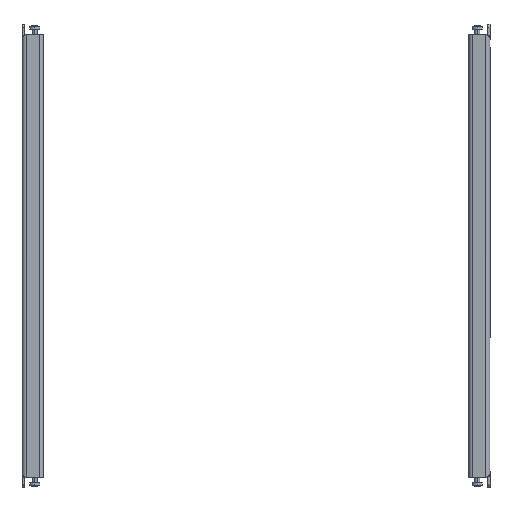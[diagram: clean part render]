
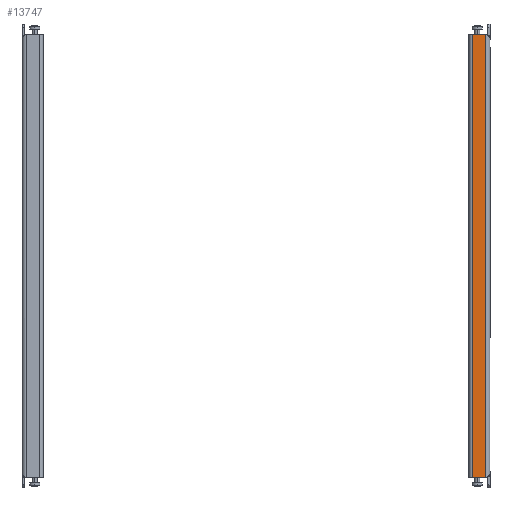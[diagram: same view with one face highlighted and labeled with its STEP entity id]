
A CAD part, front view. The second image highlights one B-rep face of the part: STEP entity #13747.
In plain terms, the highlighted planar face has unit normal (0, -1, 0).
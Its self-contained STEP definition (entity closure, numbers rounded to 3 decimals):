
#577 = CARTESIAN_POINT ( 'NONE',  ( 213.4, -49., -4. ) ) ;
#1253 = VERTEX_POINT ( 'NONE', #13883 ) ;
#2562 = VECTOR ( 'NONE', #14006, 1000. ) ;
#2875 = CARTESIAN_POINT ( 'NONE',  ( 217.4, -49., -17. ) ) ;
#4523 = CARTESIAN_POINT ( 'NONE',  ( -217.4, -49., -17. ) ) ;
#4587 = ORIENTED_EDGE ( 'NONE', *, *, #9820, .F. ) ;
#5132 = VERTEX_POINT ( 'NONE', #5455 ) ;
#5455 = CARTESIAN_POINT ( 'NONE',  ( -217.4, -49., -17. ) ) ;
#5480 = CARTESIAN_POINT ( 'NONE',  ( 217.4, -49., -4. ) ) ;
#6706 = VECTOR ( 'NONE', #17180, 1000. ) ;
#9561 = EDGE_CURVE ( 'NONE', #1253, #5132, #27123, .T. ) ;
#9820 = EDGE_CURVE ( 'NONE', #20734, #26094, #23736, .T. ) ;
#10020 = DIRECTION ( 'NONE',  ( 0., 0., -1. ) ) ;
#10022 = LINE ( 'NONE', #577, #6706 ) ;
#10323 = ORIENTED_EDGE ( 'NONE', *, *, #28189, .T. ) ;
#10408 = CARTESIAN_POINT ( 'NONE',  ( 0., -49., 0. ) ) ;
#12086 = ORIENTED_EDGE ( 'NONE', *, *, #13599, .F. ) ;
#12777 = PLANE ( 'NONE',  #18488 ) ;
#12925 = VECTOR ( 'NONE', #10020, 1000. ) ;
#13599 = EDGE_CURVE ( 'NONE', #1253, #20734, #10022, .T. ) ;
#13734 = DIRECTION ( 'NONE',  ( 0., 0., -1. ) ) ;
#13747 = ADVANCED_FACE ( 'NONE', ( #25662 ), #12777, .F. ) ;
#13883 = CARTESIAN_POINT ( 'NONE',  ( -217.4, -49., -4. ) ) ;
#14006 = DIRECTION ( 'NONE',  ( 1., 0., 0. ) ) ;
#14755 = LINE ( 'NONE', #4523, #2562 ) ;
#15574 = VECTOR ( 'NONE', #13734, 1000. ) ;
#17180 = DIRECTION ( 'NONE',  ( 1., 0., 0. ) ) ;
#18488 = AXIS2_PLACEMENT_3D ( 'NONE', #10408, #19759, #24345 ) ;
#19759 = DIRECTION ( 'NONE',  ( 0., 1., 0. ) ) ;
#19933 = CARTESIAN_POINT ( 'NONE',  ( 217.4, -49., -4. ) ) ;
#20138 = EDGE_LOOP ( 'NONE', ( #10323, #4587, #12086, #22047 ) ) ;
#20734 = VERTEX_POINT ( 'NONE', #19933 ) ;
#22047 = ORIENTED_EDGE ( 'NONE', *, *, #9561, .T. ) ;
#23736 = LINE ( 'NONE', #5480, #12925 ) ;
#24345 = DIRECTION ( 'NONE',  ( 0., 0., 1. ) ) ;
#25662 = FACE_OUTER_BOUND ( 'NONE', #20138, .T. ) ;
#26094 = VERTEX_POINT ( 'NONE', #2875 ) ;
#27123 = LINE ( 'NONE', #30682, #15574 ) ;
#28189 = EDGE_CURVE ( 'NONE', #5132, #26094, #14755, .T. ) ;
#30682 = CARTESIAN_POINT ( 'NONE',  ( -217.4, -49., -4. ) ) ;
